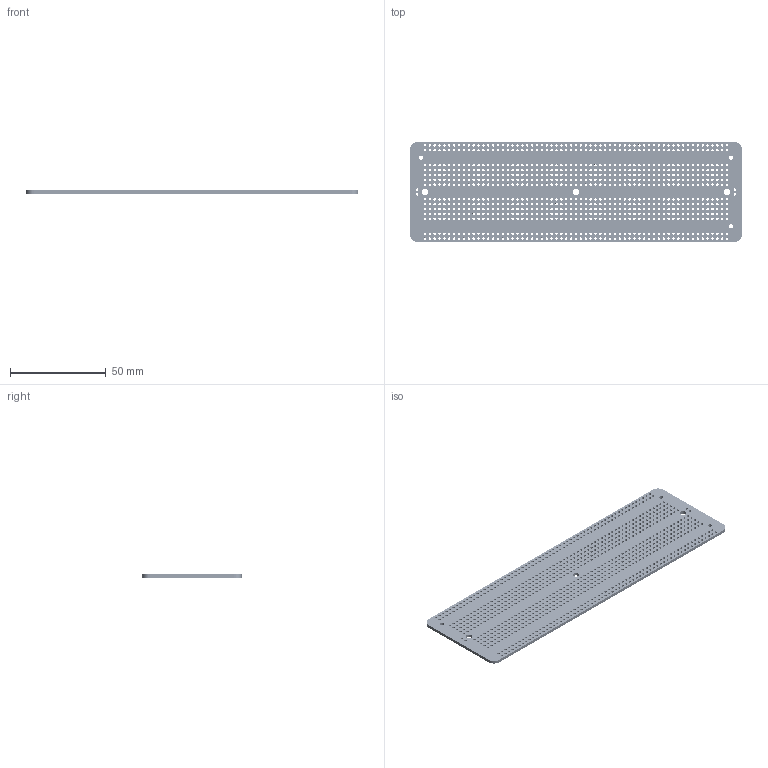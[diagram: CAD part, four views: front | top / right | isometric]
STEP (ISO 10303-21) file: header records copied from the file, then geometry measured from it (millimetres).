
FILE_DESCRIPTION(/* description */ (''),/* implementation_level */ '2;1');
FILE_NAME(/* name */ 'proto-perfboard-large.step',/* time_stamp */ '2026-01-11T11:11:10+01:00',/* author */ (''),/* organization */ (''),/* preprocessor_version */ 'ST-DEVELOPER v20.1',/* originating_system */ 'Autodesk Translation Framework v14.17.0.0',/* authorisation */ '');
FILE_SCHEMA (('AUTOMOTIVE_DESIGN { 1 0 10303 214 3 1 1 }'));
Length unit declared in the file: millimetre
Products named in the file (1): 2026-01-11-10-28-58-022
Bounding box: 173 x 52 x 1.6 mm (x, y, z)
Volume: 12514 mm3; surface area: 22092 mm2
Topology: 1 solids, 1 shells, 902 faces, 2700 edges, 1800 vertices
Faces by surface type: cylinder 896, plane 6
Full cylindrical faces by diameter (mm): 1.27 x886, 2.2 x3, 3.4 x3
Entity records: 35124 total; most frequent: DIRECTION 6298, CARTESIAN_POINT 5403, ORIENTED_EDGE 5400, EDGE_CURVE 2700, AXIS2_PLACEMENT_3D 2695, EDGE_LOOP 2686, VERTEX_POINT 1800, CIRCLE 1792
